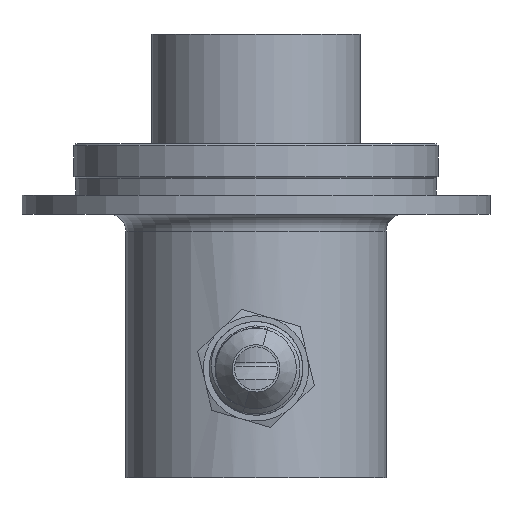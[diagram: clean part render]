
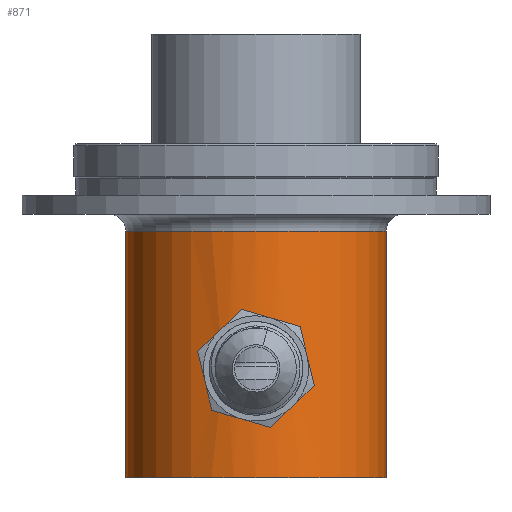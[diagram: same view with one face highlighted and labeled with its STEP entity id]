
A CAD part, front view. The second image highlights one B-rep face of the part: STEP entity #871.
In plain terms, the highlighted cylindrical face has radius 17.653 mm (diameter 35.306 mm), a partial arc.
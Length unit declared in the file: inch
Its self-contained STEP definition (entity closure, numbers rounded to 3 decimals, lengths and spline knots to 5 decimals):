
#164=CARTESIAN_POINT('',(0.,0.,-0.4665));
#165=DIRECTION('',(0.,0.,1.));
#166=DIRECTION('',(-1.,0.,0.));
#167=AXIS2_PLACEMENT_3D('',#164,#165,#166);
#169=DIRECTION('',(0.,0.,-1.));
#170=VECTOR('',#169,1.3165);
#171=CARTESIAN_POINT('',(0.695,0.,-0.4665));
#172=LINE('',#171,#170);
#173=DIRECTION('',(0.,0.,-1.));
#174=VECTOR('',#173,1.3165);
#175=CARTESIAN_POINT('',(-0.695,0.,-0.4665));
#176=LINE('',#175,#174);
#177=CARTESIAN_POINT('',(0.,-0.695,-1.376));
#178=CARTESIAN_POINT('',(-0.01167,-0.695,-1.376));
#179=CARTESIAN_POINT('',(-0.03454,-0.69442,
-1.37373));
#180=CARTESIAN_POINT('',(-0.06792,-0.69193,
-1.3636));
#181=CARTESIAN_POINT('',(-0.09843,-0.6882,
-1.34725));
#182=CARTESIAN_POINT('',(-0.12517,-0.68379,
-1.32532));
#183=CARTESIAN_POINT('',(-0.14715,-0.67934,
-1.2986));
#184=CARTESIAN_POINT('',(-0.16355,-0.67553,
-1.26804));
#185=CARTESIAN_POINT('',(-0.17371,-0.67295,
-1.23472));
#186=CARTESIAN_POINT('',(-0.17715,-0.67204,
-1.19998));
#187=CARTESIAN_POINT('',(-0.1737,-0.67295,
-1.16522));
#188=CARTESIAN_POINT('',(-0.16352,-0.67554,
-1.13189));
#189=CARTESIAN_POINT('',(-0.14709,-0.67935,
-1.10131));
#190=CARTESIAN_POINT('',(-0.12509,-0.6838,
-1.0746));
#191=CARTESIAN_POINT('',(-0.09835,-0.68821,
-1.05269));
#192=CARTESIAN_POINT('',(-0.06786,-0.69193,
-1.03637));
#193=CARTESIAN_POINT('',(-0.0345,-0.69442,
-1.02627));
#194=CARTESIAN_POINT('',(-0.01166,-0.695,-1.024));
#195=CARTESIAN_POINT('',(0.,-0.695,-1.024));
#197=CARTESIAN_POINT('',(0.,-0.695,-1.024));
#198=CARTESIAN_POINT('',(0.01167,-0.695,-1.024));
#199=CARTESIAN_POINT('',(0.03454,-0.69442,
-1.02627));
#200=CARTESIAN_POINT('',(0.06792,-0.69193,
-1.0364));
#201=CARTESIAN_POINT('',(0.09843,-0.6882,
-1.05275));
#202=CARTESIAN_POINT('',(0.12517,-0.68379,
-1.07468));
#203=CARTESIAN_POINT('',(0.14715,-0.67934,
-1.1014));
#204=CARTESIAN_POINT('',(0.16355,-0.67553,
-1.13196));
#205=CARTESIAN_POINT('',(0.17371,-0.67295,
-1.16528));
#206=CARTESIAN_POINT('',(0.17715,-0.67204,
-1.20002));
#207=CARTESIAN_POINT('',(0.1737,-0.67295,
-1.23478));
#208=CARTESIAN_POINT('',(0.16352,-0.67554,
-1.26811));
#209=CARTESIAN_POINT('',(0.14709,-0.67935,
-1.29869));
#210=CARTESIAN_POINT('',(0.12509,-0.6838,
-1.3254));
#211=CARTESIAN_POINT('',(0.09835,-0.68821,
-1.34731));
#212=CARTESIAN_POINT('',(0.06786,-0.69193,
-1.36363));
#213=CARTESIAN_POINT('',(0.0345,-0.69442,
-1.37373));
#214=CARTESIAN_POINT('',(0.01166,-0.695,-1.376));
#215=CARTESIAN_POINT('',(0.,-0.695,-1.376));
#222=CARTESIAN_POINT('',(0.,0.,-1.783));
#223=DIRECTION('',(0.,0.,-1.));
#224=DIRECTION('',(1.,0.,0.));
#225=AXIS2_PLACEMENT_3D('',#222,#223,#224);
#566=CARTESIAN_POINT('',(0.695,0.,-1.783));
#567=CARTESIAN_POINT('',(-0.695,0.,-1.783));
#568=VERTEX_POINT('',#566);
#569=VERTEX_POINT('',#567);
#594=CARTESIAN_POINT('',(0.695,0.,-0.4665));
#595=CARTESIAN_POINT('',(-0.695,0.,-0.4665));
#596=VERTEX_POINT('',#594);
#597=VERTEX_POINT('',#595);
#630=VERTEX_POINT('',#177);
#631=VERTEX_POINT('',#195);
#852=CARTESIAN_POINT('',(0.,0.,-1.87215));
#853=DIRECTION('',(0.,0.,1.));
#854=DIRECTION('',(-1.,0.,0.));
#855=AXIS2_PLACEMENT_3D('',#852,#853,#854);
#856=CYLINDRICAL_SURFACE('',#855,0.695);
#858=ORIENTED_EDGE('',*,*,#857,.T.);
#859=ORIENTED_EDGE('',*,*,#841,.T.);
#861=ORIENTED_EDGE('',*,*,#860,.T.);
#862=ORIENTED_EDGE('',*,*,#837,.F.);
#863=EDGE_LOOP('',(#858,#859,#861,#862));
#864=FACE_OUTER_BOUND('',#863,.F.);
#866=ORIENTED_EDGE('',*,*,#865,.F.);
#868=ORIENTED_EDGE('',*,*,#867,.F.);
#869=EDGE_LOOP('',(#866,#868));
#870=FACE_BOUND('',#869,.F.);
#871=ADVANCED_FACE('',(#864,#870),#856,.T.);
#168=CIRCLE('',#167,0.695);
#196=B_SPLINE_CURVE_WITH_KNOTS('',3,(#177,#178,#179,#180,#181,#182,#183,#184,
#185,#186,#187,#188,#189,#190,#191,#192,#193,#194,#195),.UNSPECIFIED.,.F.,.F.,
(4,1,1,1,1,1,1,1,1,1,1,1,1,1,1,1,4),(0.,0.0625,0.125,0.1875,0.25,
0.3125,0.375,0.4375,0.5,0.5625,0.625,0.6875,0.75,0.8125,
0.875,0.9375,1.),.UNSPECIFIED.);
#216=B_SPLINE_CURVE_WITH_KNOTS('',3,(#197,#198,#199,#200,#201,#202,#203,#204,
#205,#206,#207,#208,#209,#210,#211,#212,#213,#214,#215),.UNSPECIFIED.,.F.,.F.,
(4,1,1,1,1,1,1,1,1,1,1,1,1,1,1,1,4),(0.,0.0625,0.125,0.1875,0.25,
0.3125,0.375,0.4375,0.5,0.5625,0.625,0.6875,0.75,0.8125,
0.875,0.9375,1.),.UNSPECIFIED.);
#226=CIRCLE('',#225,0.695);
#837=EDGE_CURVE('',#597,#569,#176,.T.);
#841=EDGE_CURVE('',#596,#568,#172,.T.);
#857=EDGE_CURVE('',#597,#596,#168,.T.);
#860=EDGE_CURVE('',#568,#569,#226,.T.);
#865=EDGE_CURVE('',#630,#631,#196,.T.);
#867=EDGE_CURVE('',#631,#630,#216,.T.);
